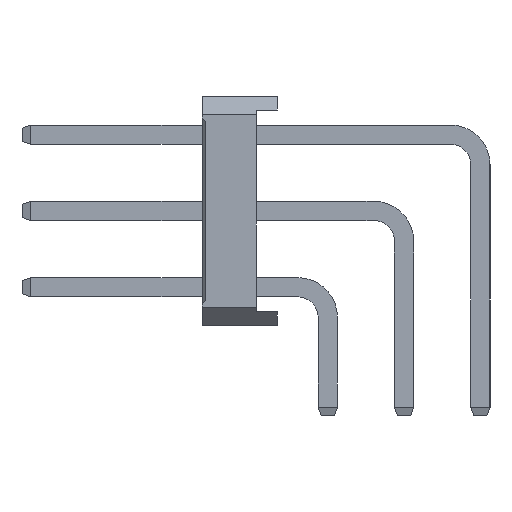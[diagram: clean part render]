
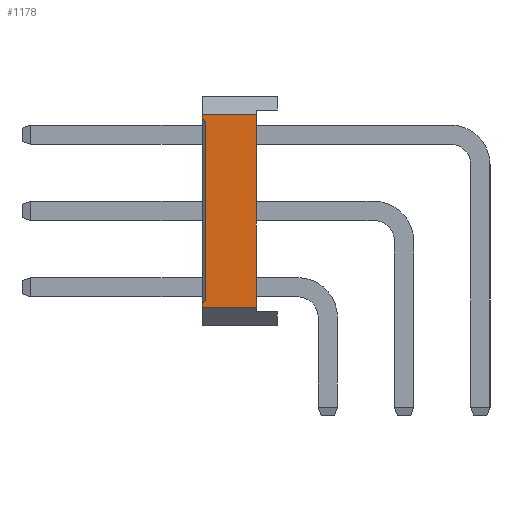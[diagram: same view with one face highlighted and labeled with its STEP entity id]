
A CAD part, left-side view. The second image highlights one B-rep face of the part: STEP entity #1178.
In plain terms, the highlighted planar face has unit normal (-1, 0, 0).
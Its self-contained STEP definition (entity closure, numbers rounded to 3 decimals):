
#1178=ADVANCED_FACE('',(#12877),#12879,.T.);
#12877=FACE_BOUND('',#12878,.T.);
#12878=EDGE_LOOP('',(#22387,#22388,#22389,#22390,#22391,#22392,#22393,#22394));
#12879=PLANE('',#12880);
#12880=AXIS2_PLACEMENT_3D('',#12881,#12882,#12883);
#12881=CARTESIAN_POINT('',(-1.27,1.68,0.6));
#12882=DIRECTION('',(-1.,0.,0.));
#12883=DIRECTION('',(0.,0.,1.));
#22387=ORIENTED_EDGE('',*,*,#28512,.F.);
#22388=ORIENTED_EDGE('',*,*,#28513,.T.);
#22389=ORIENTED_EDGE('',*,*,#28514,.F.);
#22390=ORIENTED_EDGE('',*,*,#27835,.F.);
#22391=ORIENTED_EDGE('',*,*,#28515,.F.);
#22392=ORIENTED_EDGE('',*,*,#27498,.T.);
#22393=ORIENTED_EDGE('',*,*,#28511,.T.);
#22394=ORIENTED_EDGE('',*,*,#27839,.F.);
#27498=EDGE_CURVE('',#30688,#30686,#30689,.T.);
#27835=EDGE_CURVE('',#31360,#31362,#31363,.T.);
#27839=EDGE_CURVE('',#31368,#31370,#31371,.T.);
#28511=EDGE_CURVE('',#30686,#31370,#32589,.T.);
#28512=EDGE_CURVE('',#32590,#31368,#32591,.F.);
#28513=EDGE_CURVE('',#32590,#32592,#32593,.T.);
#28514=EDGE_CURVE('',#31362,#32592,#32594,.F.);
#28515=EDGE_CURVE('',#30688,#31360,#32595,.T.);
#30686=VERTEX_POINT('',#35872);
#30688=VERTEX_POINT('',#35876);
#30689=LINE('',#35877,#35878);
#31360=VERTEX_POINT('',#37220);
#31362=VERTEX_POINT('',#37224);
#31363=LINE('',#37225,#37226);
#31368=VERTEX_POINT('',#37236);
#31370=VERTEX_POINT('',#37240);
#31371=LINE('',#37241,#37242);
#32589=LINE('',#39863,#39864);
#32590=VERTEX_POINT('',#39866);
#32591=LINE('',#39867,#39868);
#32592=VERTEX_POINT('',#39870);
#32593=LINE('',#39871,#39872);
#32594=LINE('',#39874,#39875);
#32595=LINE('',#39877,#39878);
#35872=CARTESIAN_POINT('',(-1.27,2.38,7.02));
#35876=CARTESIAN_POINT('',(-1.27,2.38,0.6));
#35877=CARTESIAN_POINT('',(-1.27,2.38,0.6));
#35878=VECTOR('',#35879,1.);
#35879=DIRECTION('',(0.,0.,1.));
#37220=CARTESIAN_POINT('',(-1.27,4.18,0.6));
#37224=CARTESIAN_POINT('',(-1.27,4.18,0.72));
#37225=CARTESIAN_POINT('',(-1.27,4.18,0.6));
#37226=VECTOR('',#37227,1.);
#37227=DIRECTION('',(0.,0.,1.));
#37236=CARTESIAN_POINT('',(-1.27,4.18,6.9));
#37240=CARTESIAN_POINT('',(-1.27,4.18,7.02));
#37241=CARTESIAN_POINT('',(-1.27,4.18,6.9));
#37242=VECTOR('',#37243,1.);
#37243=DIRECTION('',(0.,0.,1.));
#39863=CARTESIAN_POINT('',(-1.27,2.38,7.02));
#39864=VECTOR('',#39865,1.);
#39865=DIRECTION('',(0.,1.,0.));
#39866=CARTESIAN_POINT('',(-1.27,4.08,6.8));
#39867=CARTESIAN_POINT('',(-1.27,4.18,6.9));
#39868=VECTOR('',#39869,1.);
#39869=DIRECTION('',(0.,-0.707,-0.707));
#39870=CARTESIAN_POINT('',(-1.27,4.08,0.82));
#39871=CARTESIAN_POINT('',(-1.27,4.08,6.8));
#39872=VECTOR('',#39873,1.);
#39873=DIRECTION('',(0.,0.,-1.));
#39874=CARTESIAN_POINT('',(-1.27,4.08,0.82));
#39875=VECTOR('',#39876,1.);
#39876=DIRECTION('',(0.,0.707,-0.707));
#39877=CARTESIAN_POINT('',(-1.27,2.38,0.6));
#39878=VECTOR('',#39879,1.);
#39879=DIRECTION('',(0.,1.,0.));
